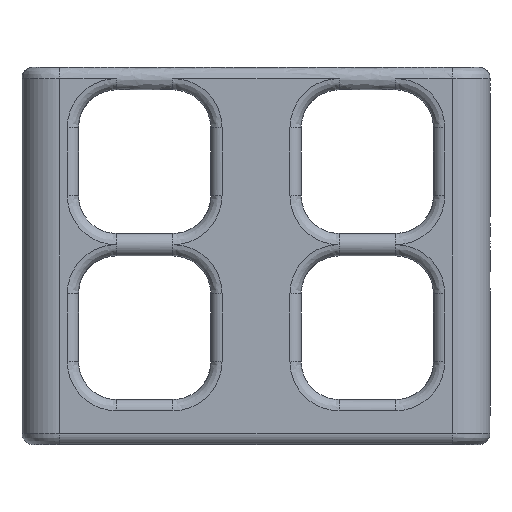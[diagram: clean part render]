
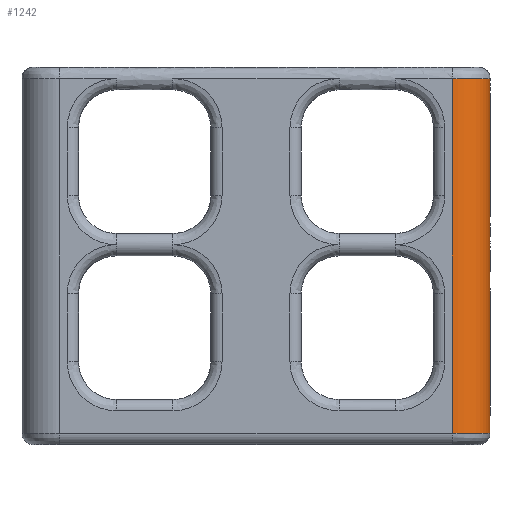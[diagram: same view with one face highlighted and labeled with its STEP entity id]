
A CAD part, left-side view. The second image highlights one B-rep face of the part: STEP entity #1242.
In plain terms, the highlighted free-form (B-spline) face has degree [2, 1] with [3, 2] control points.
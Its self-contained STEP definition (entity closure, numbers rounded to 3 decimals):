
#963 = VERTEX_POINT('',#964);
#964 = CARTESIAN_POINT('',(-35.704,-29.515,
    22.374));
#969 = EDGE_CURVE('',#970,#963,#972,.T.);
#970 = VERTEX_POINT('',#971);
#971 = CARTESIAN_POINT('',(-35.704,-29.515,
    -22.374));
#972 = B_SPLINE_CURVE_WITH_KNOTS('',1,(#973,#974),.UNSPECIFIED.,.F.,.F.,
  (2,2),(0.,47.),.PIECEWISE_BEZIER_KNOTS.);
#973 = CARTESIAN_POINT('',(-35.704,-29.515,
    -22.374));
#974 = CARTESIAN_POINT('',(-35.704,-29.515,
    22.374));
#1242 = ADVANCED_FACE('',(#1243),#1267,.T.);
#1243 = FACE_BOUND('',#1244,.T.);
#1244 = EDGE_LOOP('',(#1245,#1253,#1260,#1266));
#1245 = ORIENTED_EDGE('',*,*,#1246,.F.);
#1246 = EDGE_CURVE('',#1247,#963,#1249,.T.);
#1247 = VERTEX_POINT('',#1248);
#1248 = CARTESIAN_POINT('',(-40.464,-24.754,
    22.374));
#1249 = ( BOUNDED_CURVE() B_SPLINE_CURVE(2,(#1250,#1251,#1252),
.UNSPECIFIED.,.F.,.F.) B_SPLINE_CURVE_WITH_KNOTS((3,3),(0.,
1.571),.PIECEWISE_BEZIER_KNOTS.) CURVE() 
GEOMETRIC_REPRESENTATION_ITEM() RATIONAL_B_SPLINE_CURVE((1.,
0.707,1.)) REPRESENTATION_ITEM('') );
#1250 = CARTESIAN_POINT('',(-40.464,-24.754,
    22.374));
#1251 = CARTESIAN_POINT('',(-40.464,-29.515,
    22.374));
#1252 = CARTESIAN_POINT('',(-35.704,-29.515,
    22.374));
#1253 = ORIENTED_EDGE('',*,*,#1254,.F.);
#1254 = EDGE_CURVE('',#1255,#1247,#1257,.T.);
#1255 = VERTEX_POINT('',#1256);
#1256 = CARTESIAN_POINT('',(-40.464,-24.754,
    -22.374));
#1257 = B_SPLINE_CURVE_WITH_KNOTS('',1,(#1258,#1259),.UNSPECIFIED.,.F.,
  .F.,(2,2),(0.,47.),.PIECEWISE_BEZIER_KNOTS.);
#1258 = CARTESIAN_POINT('',(-40.464,-24.754,
    -22.374));
#1259 = CARTESIAN_POINT('',(-40.464,-24.754,
    22.374));
#1260 = ORIENTED_EDGE('',*,*,#1261,.T.);
#1261 = EDGE_CURVE('',#1255,#970,#1262,.T.);
#1262 = ( BOUNDED_CURVE() B_SPLINE_CURVE(2,(#1263,#1264,#1265),
.UNSPECIFIED.,.F.,.F.) B_SPLINE_CURVE_WITH_KNOTS((3,3),(0.,
1.571),.PIECEWISE_BEZIER_KNOTS.) CURVE() 
GEOMETRIC_REPRESENTATION_ITEM() RATIONAL_B_SPLINE_CURVE((1.,
0.707,1.)) REPRESENTATION_ITEM('') );
#1263 = CARTESIAN_POINT('',(-40.464,-24.754,
    -22.374));
#1264 = CARTESIAN_POINT('',(-40.464,-29.515,
    -22.374));
#1265 = CARTESIAN_POINT('',(-35.704,-29.515,
    -22.374));
#1266 = ORIENTED_EDGE('',*,*,#969,.T.);
#1267 = ( BOUNDED_SURFACE() B_SPLINE_SURFACE(2,1,(
    (#1268,#1269)
    ,(#1270,#1271)
    ,(#1272,#1273
)),.UNSPECIFIED.,.F.,.F.,.F.) B_SPLINE_SURFACE_WITH_KNOTS((3,3),(2,2),(
    0.,1.571),(1.5,48.5),.PIECEWISE_BEZIER_KNOTS.) 
GEOMETRIC_REPRESENTATION_ITEM() RATIONAL_B_SPLINE_SURFACE((
    (1.,1.)
    ,(0.707,0.707)
,(1.,1.))) REPRESENTATION_ITEM('') SURFACE() );
#1268 = CARTESIAN_POINT('',(-40.464,-24.754,
    -22.374));
#1269 = CARTESIAN_POINT('',(-40.464,-24.754,
    22.374));
#1270 = CARTESIAN_POINT('',(-40.464,-29.515,
    -22.374));
#1271 = CARTESIAN_POINT('',(-40.464,-29.515,
    22.374));
#1272 = CARTESIAN_POINT('',(-35.704,-29.515,
    -22.374));
#1273 = CARTESIAN_POINT('',(-35.704,-29.515,
    22.374));
